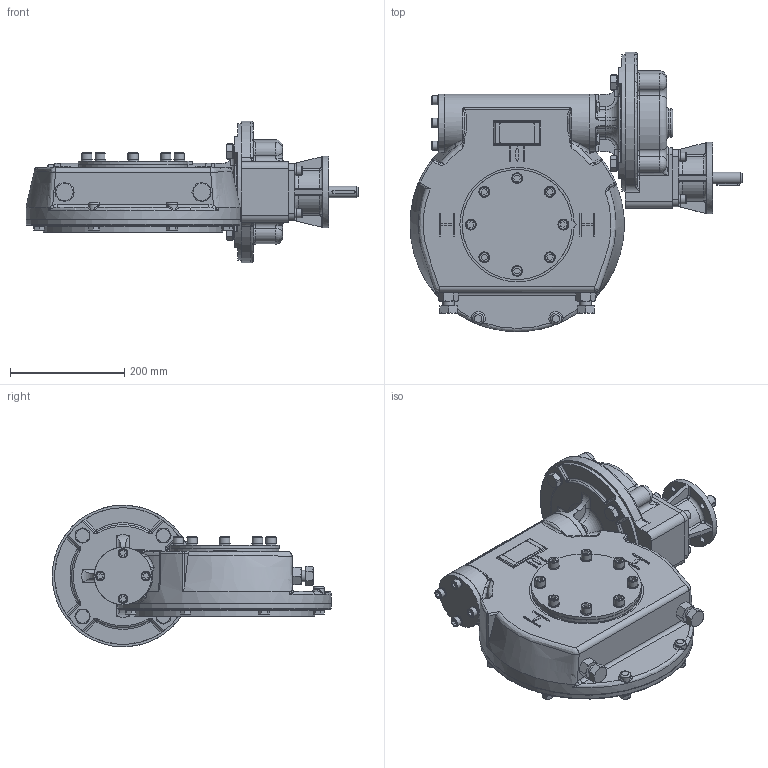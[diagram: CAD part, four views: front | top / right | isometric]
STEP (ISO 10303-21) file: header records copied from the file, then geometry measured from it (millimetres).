
FILE_DESCRIPTION(/* description */ ('Unknown'),/* implementation_level */ '2;1');
FILE_NAME(/* name */ 'PUB-IW63FBIRL-F10-F16',/* time_stamp */ '2016-07-08T12:16:16+01:00',/* author */ ('Unknown'),/* organization */ ('Unknown'),/* preprocessor_version */ 'ST-DEVELOPER v16',/* originating_system */ 'DEX',/* authorisation */ $);
FILE_SCHEMA (('AUTOMOTIVE_DESIGN {1 0 10303 214 3 1 1}'));
Products named in the file (1): PUB-IW63FBIRL-F10-F16
Bounding box: 580.78 x 488.48 x 247.79 mm (x, y, z)
Surface area: 790303.9 mm2 (no closed solid volume)
Topology: 0 solids, 88 shells, 1156 faces, 3468 edges, 2403 vertices
Faces by surface type: plane 538, cylinder 243, cone 157, bspline 118, torus 82, sphere 18
Full cylindrical faces by diameter (mm): 10.5 x4, 11 x8, 16 x8, 16.299 x7, 16.6 x16, 18 x8, 19 x10, 20 x3, 21 x4, 30 x1, 50 x1, 70.05 x1, 100 x2, 125 x1, 130 x1, 190 x1, 200.25 x1, 238.9 x1
Entity records: 61192 total; most frequent: CARTESIAN_POINT 29255, ORIENTED_EDGE 5527, DIRECTION 5269, EDGE_CURVE 3256, VERTEX_POINT 2359, AXIS2_PLACEMENT_3D 1961, FACE_BOUND 1490, EDGE_LOOP 1486
